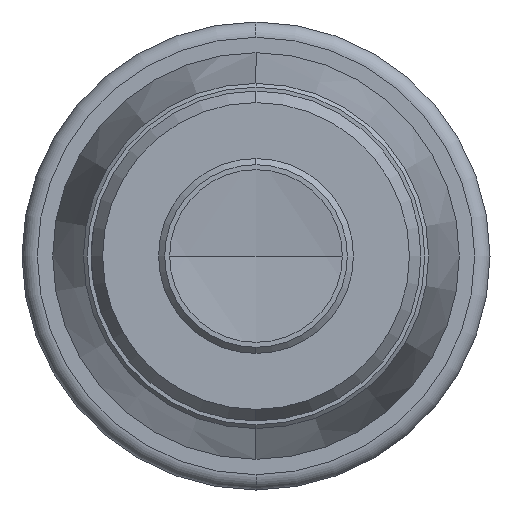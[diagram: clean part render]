
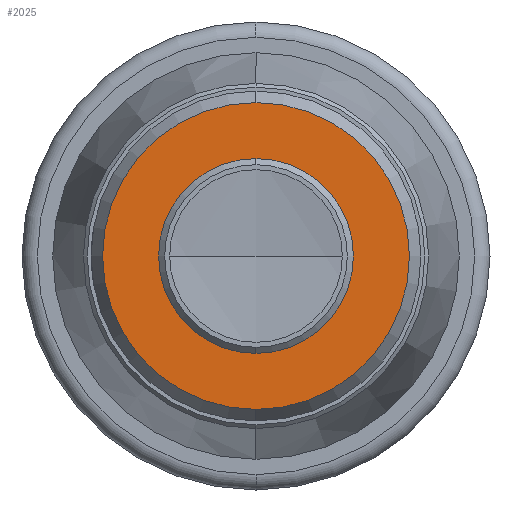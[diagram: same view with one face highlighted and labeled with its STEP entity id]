
A CAD part, left-side view. The second image highlights one B-rep face of the part: STEP entity #2025.
In plain terms, the highlighted planar face has unit normal (-1, 0, 0).
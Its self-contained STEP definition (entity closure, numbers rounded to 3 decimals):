
#75 = DIRECTION ( 'NONE',  ( 0., 0., 1. ) ) ;
#215 = DIRECTION ( 'NONE',  ( 0., 0., -1. ) ) ;
#263 = FACE_OUTER_BOUND ( 'NONE', #3840, .T. ) ;
#383 = FACE_BOUND ( 'NONE', #3334, .T. ) ;
#627 = CIRCLE ( 'NONE', #2968, 20. ) ;
#743 = EDGE_CURVE ( 'NONE', #1898, #3094, #627, .T. ) ;
#790 = DIRECTION ( 'NONE',  ( 1., 0., 0. ) ) ;
#844 = CARTESIAN_POINT ( 'NONE',  ( -87.686, 0., 12. ) ) ;
#1001 = AXIS2_PLACEMENT_3D ( 'NONE', #4758, #2380, #75 ) ;
#1648 = CARTESIAN_POINT ( 'NONE',  ( -87.686, 0., 0. ) ) ;
#1754 = DIRECTION ( 'NONE',  ( 1., 0., 0. ) ) ;
#1852 = CIRCLE ( 'NONE', #4311, 12. ) ;
#1898 = VERTEX_POINT ( 'NONE', #2175 ) ;
#2025 = ADVANCED_FACE ( 'NONE', ( #383, #263 ), #2753, .T. ) ;
#2036 = DIRECTION ( 'NONE',  ( 0., 0., -1. ) ) ;
#2175 = CARTESIAN_POINT ( 'NONE',  ( -87.686, 0., -20. ) ) ;
#2208 = EDGE_CURVE ( 'NONE', #3094, #1898, #3539, .T. ) ;
#2342 = ORIENTED_EDGE ( 'NONE', *, *, #2208, .F. ) ;
#2357 = ORIENTED_EDGE ( 'NONE', *, *, #5058, .T. ) ;
#2380 = DIRECTION ( 'NONE',  ( -1., 0., 0. ) ) ;
#2513 = DIRECTION ( 'NONE',  ( 1., 0., 0. ) ) ;
#2753 = PLANE ( 'NONE',  #1001 ) ;
#2778 = CARTESIAN_POINT ( 'NONE',  ( -87.686, 0., -12. ) ) ;
#2870 = CARTESIAN_POINT ( 'NONE',  ( -87.686, 0., 20. ) ) ;
#2945 = VERTEX_POINT ( 'NONE', #844 ) ;
#2968 = AXIS2_PLACEMENT_3D ( 'NONE', #4897, #2513, #215 ) ;
#2970 = CIRCLE ( 'NONE', #4730, 12. ) ;
#3094 = VERTEX_POINT ( 'NONE', #2870 ) ;
#3111 = CARTESIAN_POINT ( 'NONE',  ( -87.686, 0., 0. ) ) ;
#3317 = VERTEX_POINT ( 'NONE', #2778 ) ;
#3334 = EDGE_LOOP ( 'NONE', ( #2357, #3370 ) ) ;
#3370 = ORIENTED_EDGE ( 'NONE', *, *, #3377, .T. ) ;
#3377 = EDGE_CURVE ( 'NONE', #2945, #3317, #2970, .T. ) ;
#3517 = DIRECTION ( 'NONE',  ( 0., 0., -1. ) ) ;
#3539 = CIRCLE ( 'NONE', #4406, 20. ) ;
#3840 = EDGE_LOOP ( 'NONE', ( #3862, #2342 ) ) ;
#3862 = ORIENTED_EDGE ( 'NONE', *, *, #743, .F. ) ;
#4114 = CARTESIAN_POINT ( 'NONE',  ( -87.686, 0., 0. ) ) ;
#4311 = AXIS2_PLACEMENT_3D ( 'NONE', #3111, #790, #3517 ) ;
#4406 = AXIS2_PLACEMENT_3D ( 'NONE', #4114, #1754, #4516 ) ;
#4412 = DIRECTION ( 'NONE',  ( 1., 0., 0. ) ) ;
#4516 = DIRECTION ( 'NONE',  ( 0., 0., -1. ) ) ;
#4730 = AXIS2_PLACEMENT_3D ( 'NONE', #1648, #4412, #2036 ) ;
#4758 = CARTESIAN_POINT ( 'NONE',  ( -87.686, 12., 0. ) ) ;
#4897 = CARTESIAN_POINT ( 'NONE',  ( -87.686, 0., 0. ) ) ;
#5058 = EDGE_CURVE ( 'NONE', #3317, #2945, #1852, .T. ) ;
